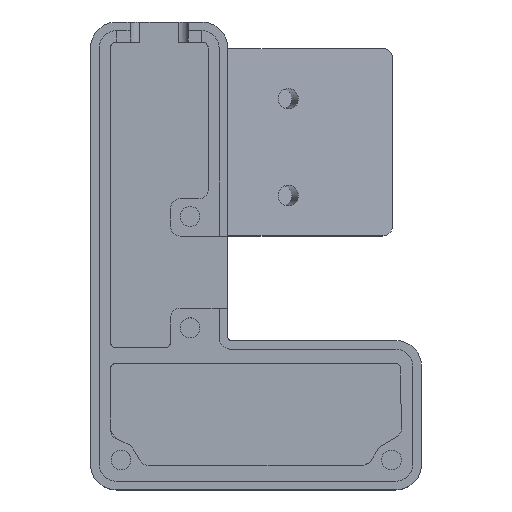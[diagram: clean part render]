
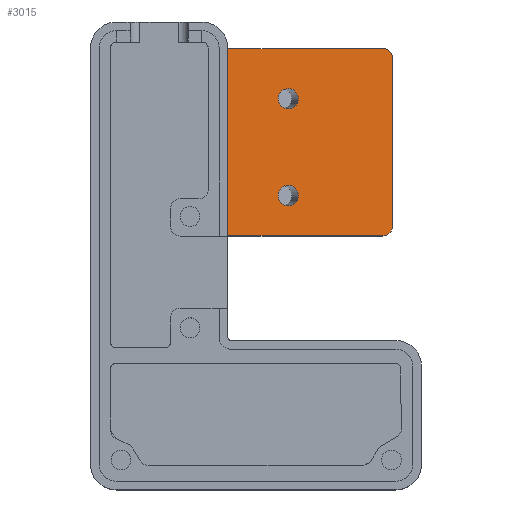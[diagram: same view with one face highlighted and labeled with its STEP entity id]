
A CAD part, top view. The second image highlights one B-rep face of the part: STEP entity #3015.
In plain terms, the highlighted planar face has unit normal (0.139, 0, 0.99).
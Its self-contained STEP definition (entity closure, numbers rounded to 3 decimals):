
#1796 = VERTEX_POINT('',#1797);
#1797 = CARTESIAN_POINT('',(126.3,-149.59,19.1));
#1803 = EDGE_CURVE('',#1796,#1804,#1806,.T.);
#1804 = VERTEX_POINT('',#1805);
#1805 = CARTESIAN_POINT('',(158.3,-149.59,14.603));
#1806 = LINE('',#1807,#1808);
#1807 = CARTESIAN_POINT('',(126.3,-149.59,19.1));
#1808 = VECTOR('',#1809,1.);
#1809 = DIRECTION('',(0.99,0.,-0.139));
#2708 = VERTEX_POINT('',#2709);
#2709 = CARTESIAN_POINT('',(126.3,-110.89,19.1));
#2717 = EDGE_CURVE('',#2708,#1796,#2718,.T.);
#2718 = LINE('',#2719,#2720);
#2719 = CARTESIAN_POINT('',(126.3,-110.89,19.1));
#2720 = VECTOR('',#2721,1.);
#2721 = DIRECTION('',(0.,-1.,0.));
#2986 = EDGE_CURVE('',#1804,#2987,#2989,.T.);
#2987 = VERTEX_POINT('',#2988);
#2988 = CARTESIAN_POINT('',(160.3,-147.59,14.322));
#2989 = ELLIPSE('',#2990,2.02,2.);
#2990 = AXIS2_PLACEMENT_3D('',#2991,#2992,#2993);
#2991 = CARTESIAN_POINT('',(158.3,-147.59,14.603));
#2992 = DIRECTION('',(0.139,0.,0.99));
#2993 = DIRECTION('',(0.99,0.,-0.139));
#3015 = ADVANCED_FACE('',(#3016,#3044,#3055),#3066,.T.);
#3016 = FACE_BOUND('',#3017,.T.);
#3017 = EDGE_LOOP('',(#3018,#3026,#3035,#3041,#3042,#3043));
#3018 = ORIENTED_EDGE('',*,*,#3019,.F.);
#3019 = EDGE_CURVE('',#3020,#2987,#3022,.T.);
#3020 = VERTEX_POINT('',#3021);
#3021 = CARTESIAN_POINT('',(160.3,-112.89,14.322));
#3022 = LINE('',#3023,#3024);
#3023 = CARTESIAN_POINT('',(160.3,-110.89,14.322));
#3024 = VECTOR('',#3025,1.);
#3025 = DIRECTION('',(0.,-1.,0.));
#3026 = ORIENTED_EDGE('',*,*,#3027,.T.);
#3027 = EDGE_CURVE('',#3020,#3028,#3030,.T.);
#3028 = VERTEX_POINT('',#3029);
#3029 = CARTESIAN_POINT('',(158.3,-110.89,14.603));
#3030 = ELLIPSE('',#3031,2.02,2.);
#3031 = AXIS2_PLACEMENT_3D('',#3032,#3033,#3034);
#3032 = CARTESIAN_POINT('',(158.3,-112.89,14.603));
#3033 = DIRECTION('',(0.139,0.,0.99));
#3034 = DIRECTION('',(0.99,0.,-0.139));
#3035 = ORIENTED_EDGE('',*,*,#3036,.F.);
#3036 = EDGE_CURVE('',#2708,#3028,#3037,.T.);
#3037 = LINE('',#3038,#3039);
#3038 = CARTESIAN_POINT('',(126.3,-110.89,19.1));
#3039 = VECTOR('',#3040,1.);
#3040 = DIRECTION('',(0.99,0.,-0.139));
#3041 = ORIENTED_EDGE('',*,*,#2717,.T.);
#3042 = ORIENTED_EDGE('',*,*,#1803,.T.);
#3043 = ORIENTED_EDGE('',*,*,#2986,.T.);
#3044 = FACE_BOUND('',#3045,.T.);
#3045 = EDGE_LOOP('',(#3046));
#3046 = ORIENTED_EDGE('',*,*,#3047,.F.);
#3047 = EDGE_CURVE('',#3048,#3048,#3050,.T.);
#3048 = VERTEX_POINT('',#3049);
#3049 = CARTESIAN_POINT('',(140.874,-141.24,17.052));
#3050 = ELLIPSE('',#3051,2.101,2.1);
#3051 = AXIS2_PLACEMENT_3D('',#3052,#3053,#3054);
#3052 = CARTESIAN_POINT('',(138.793,-141.24,17.344));
#3053 = DIRECTION('',(0.139,0.,0.99));
#3054 = DIRECTION('',(0.99,0.,-0.139));
#3055 = FACE_BOUND('',#3056,.T.);
#3056 = EDGE_LOOP('',(#3057));
#3057 = ORIENTED_EDGE('',*,*,#3058,.F.);
#3058 = EDGE_CURVE('',#3059,#3059,#3061,.T.);
#3059 = VERTEX_POINT('',#3060);
#3060 = CARTESIAN_POINT('',(140.874,-121.24,17.052));
#3061 = ELLIPSE('',#3062,2.101,2.1);
#3062 = AXIS2_PLACEMENT_3D('',#3063,#3064,#3065);
#3063 = CARTESIAN_POINT('',(138.793,-121.24,17.344));
#3064 = DIRECTION('',(0.139,0.,0.99));
#3065 = DIRECTION('',(0.99,0.,-0.139));
#3066 = PLANE('',#3067);
#3067 = AXIS2_PLACEMENT_3D('',#3068,#3069,#3070);
#3068 = CARTESIAN_POINT('',(126.3,-110.89,19.1));
#3069 = DIRECTION('',(0.139,0.,0.99));
#3070 = DIRECTION('',(0.99,0.,-0.139));
